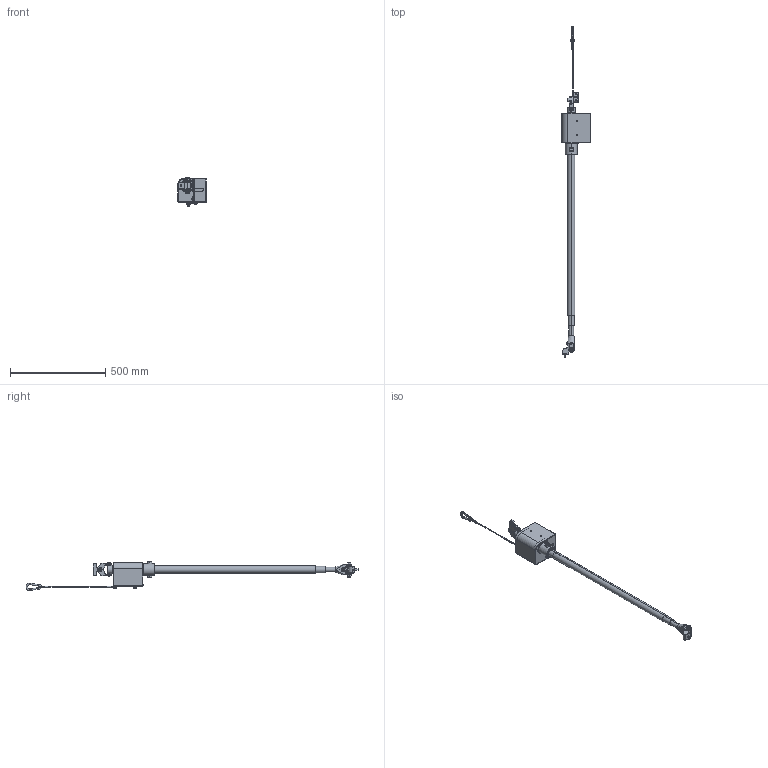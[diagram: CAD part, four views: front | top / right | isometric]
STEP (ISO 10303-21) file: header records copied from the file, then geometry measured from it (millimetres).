
FILE_DESCRIPTION((''),'2;1');
FILE_NAME('4390152475_ASM','2018-11-16T15:25:28',('INEEXTrab'),(''),'CREO PARAMETRIC BY PTC INC, 2018100','CREO PARAMETRIC BY PTC INC, 2018100','');
FILE_SCHEMA(('CONFIG_CONTROL_DESIGN'));
Products named in the file (48): 4390208512; 4390208522; 0211124700; 4390208538_ASM; 4390208527; 4390208529; 4390207629; 4390208528; 0215001105; 4390208501_ASM; 4390207604; 4390152202; 4390152201; 4390152204; 4390152216; 4390151803; 0196155291; 4390208533_ASM; 4390208515; TIMBLE; 1-1-SOLID1; 2-1-SOLID1; 4390207914_ASM; 4390208517_ASM; 4390207910; 0216132500; 4390208518_ASM; 4390152205; 4390152406; 4390208573_ASM; 4390152407_AF0; 4390208583_ASM; 4390152408_AF0; 4390208578_ASM; 4390152213; 0108120200; 4390208542_ASM; 4390208071; 4390208563; 0215000376 ...
Assembly tree (66 placements, depth 5):
  4390152475_ASM
    4390208501_ASM
      4390208538_ASM
        4390208512
        4390208522
        0211124700  x6
      4390208527
      4390208529
      4390207629
      4390208528
      0215001105  x8
    4390208533_ASM
      4390207604
      4390152202  x2
      4390152201
      4390152204
      4390152216  x2
      4390151803
      0196155291  x4
    4390208518_ASM
      4390208517_ASM
        4390208515
        TIMBLE  x2
        4390207914_ASM
          1-1-SOLID1
          2-1-SOLID1
      4390207910
      0216132500
    4390208542_ASM
      4390208573_ASM
        4390152205
        4390152406
      4390208583_ASM
        4390152407_AF0
      4390208578_ASM
        4390152408_AF0
      4390152213
      0108120200
    4390208071  x2
    4390208563
    0215000376
    4390152387_ASM
      4390152316
      9125728900
      0211132600
    4390152214
    0301234400
    0291111100
Bounding box: 149 x 1741.51 x 153.22 mm (x, y, z)
Volume: 1398239.6 mm3; surface area: 1011252.6 mm2
Topology: 65 solids, 115 shells, 3951 faces, 9877 edges, 6136 vertices
Faces by surface type: plane 1215, cylinder 1169, cone 570, torus 466, bspline 383, sphere 116, extrusion 21, revolution 11
Entity records: 297576 total; most frequent: CARTESIAN_POINT 211369, DIRECTION 17963, ORIENTED_EDGE 17643, EDGE_CURVE 9043, AXIS2_PLACEMENT_3D 7202, VERTEX_POINT 5680, EDGE_LOOP 3930, CIRCLE 3809
